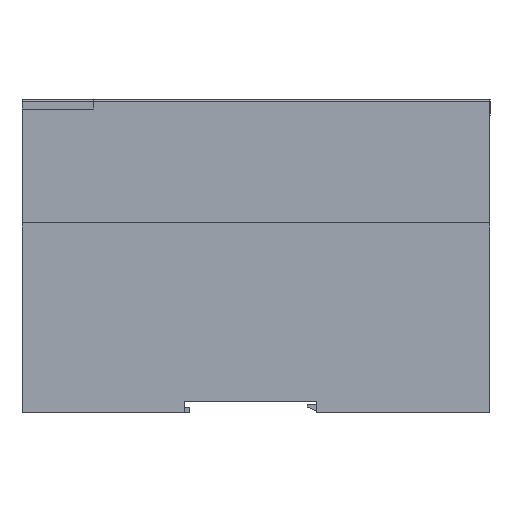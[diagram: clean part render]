
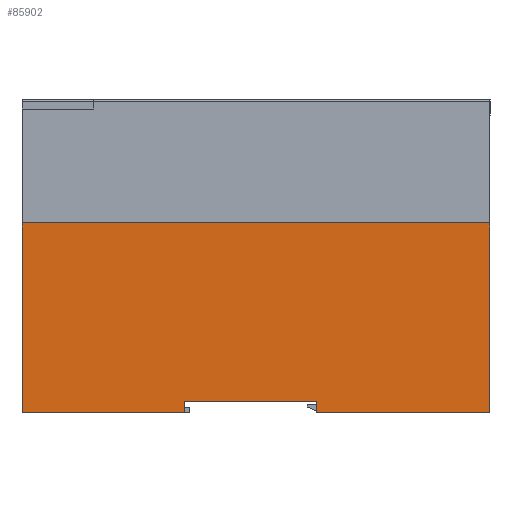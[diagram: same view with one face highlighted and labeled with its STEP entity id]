
A CAD part, left-side view. The second image highlights one B-rep face of the part: STEP entity #85902.
In plain terms, the highlighted planar face has unit normal (-1, 0, 0).
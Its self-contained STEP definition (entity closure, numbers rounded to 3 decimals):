
#6838 = ORIENTED_EDGE ( 'NONE', *, *, #329231, .F. ) ;
#20754 = VECTOR ( 'NONE', #303775, 1000. ) ;
#27302 = CARTESIAN_POINT ( 'NONE',  ( -41., 46., 3. ) ) ;
#31789 = DIRECTION ( 'NONE',  ( 0., -1., 0. ) ) ;
#32114 = DIRECTION ( 'NONE',  ( 0., 0., -1. ) ) ;
#43771 = DIRECTION ( 'NONE',  ( 0., -1., 0. ) ) ;
#43881 = CARTESIAN_POINT ( 'NONE',  ( -41., 81., 3. ) ) ;
#53276 = VECTOR ( 'NONE', #32114, 1000. ) ;
#68154 = ORIENTED_EDGE ( 'NONE', *, *, #347787, .T. ) ;
#68319 = VERTEX_POINT ( 'NONE', #172591 ) ;
#68433 = CARTESIAN_POINT ( 'NONE',  ( -41., 124., 50.3 ) ) ;
#74887 = VECTOR ( 'NONE', #234558, 1000. ) ;
#85902 = ADVANCED_FACE ( 'NONE', ( #152549 ), #205338, .F. ) ;
#88507 = EDGE_CURVE ( 'NONE', #306426, #68319, #125019, .T. ) ;
#91743 = LINE ( 'NONE', #236851, #74887 ) ;
#99333 = LINE ( 'NONE', #161501, #53276 ) ;
#100500 = CARTESIAN_POINT ( 'NONE',  ( -41., 0., 83. ) ) ;
#102899 = EDGE_CURVE ( 'NONE', #309891, #313464, #241194, .T. ) ;
#103529 = DIRECTION ( 'NONE',  ( 0., -1., 0. ) ) ;
#114071 = VERTEX_POINT ( 'NONE', #68433 ) ;
#117076 = ORIENTED_EDGE ( 'NONE', *, *, #149115, .F. ) ;
#125019 = LINE ( 'NONE', #160009, #272265 ) ;
#145349 = CARTESIAN_POINT ( 'NONE',  ( -41., 0., 50.3 ) ) ;
#149115 = EDGE_CURVE ( 'NONE', #114071, #309891, #294774, .T. ) ;
#152549 = FACE_OUTER_BOUND ( 'NONE', #229438, .T. ) ;
#152563 = VERTEX_POINT ( 'NONE', #174896 ) ;
#155935 = EDGE_CURVE ( 'NONE', #258084, #152563, #185300, .T. ) ;
#159312 = CARTESIAN_POINT ( 'NONE',  ( -41., 0., 0. ) ) ;
#160009 = CARTESIAN_POINT ( 'NONE',  ( -41., 0., 0. ) ) ;
#161197 = VECTOR ( 'NONE', #225600, 1000. ) ;
#161501 = CARTESIAN_POINT ( 'NONE',  ( -41., 124., 83. ) ) ;
#168435 = VECTOR ( 'NONE', #292753, 1000. ) ;
#172591 = CARTESIAN_POINT ( 'NONE',  ( -41., 81., 0. ) ) ;
#174896 = CARTESIAN_POINT ( 'NONE',  ( -41., 46., 0. ) ) ;
#175871 = VERTEX_POINT ( 'NONE', #43881 ) ;
#185300 = LINE ( 'NONE', #345712, #168435 ) ;
#193692 = LINE ( 'NONE', #206030, #281671 ) ;
#197738 = CARTESIAN_POINT ( 'NONE',  ( -41., 81., 3. ) ) ;
#200284 = ORIENTED_EDGE ( 'NONE', *, *, #313799, .T. ) ;
#205338 = PLANE ( 'NONE',  #256116 ) ;
#206030 = CARTESIAN_POINT ( 'NONE',  ( -41., 0., 0. ) ) ;
#225600 = DIRECTION ( 'NONE',  ( 0., 0., -1. ) ) ;
#229438 = EDGE_LOOP ( 'NONE', ( #117076, #68154, #331398, #6838, #315171, #323956, #200284, #264958 ) ) ;
#230461 = CARTESIAN_POINT ( 'NONE',  ( -41., 124., 0. ) ) ;
#232972 = EDGE_CURVE ( 'NONE', #258084, #175871, #91743, .T. ) ;
#234558 = DIRECTION ( 'NONE',  ( 0., 1., 0. ) ) ;
#236851 = CARTESIAN_POINT ( 'NONE',  ( -41., 81., 3. ) ) ;
#241194 = LINE ( 'NONE', #275010, #161197 ) ;
#256116 = AXIS2_PLACEMENT_3D ( 'NONE', #100500, #284160, #314791 ) ;
#258084 = VERTEX_POINT ( 'NONE', #27302 ) ;
#264958 = ORIENTED_EDGE ( 'NONE', *, *, #102899, .F. ) ;
#272265 = VECTOR ( 'NONE', #31789, 1000. ) ;
#275010 = CARTESIAN_POINT ( 'NONE',  ( -41., 0., 83. ) ) ;
#277762 = VECTOR ( 'NONE', #103529, 1000. ) ;
#281671 = VECTOR ( 'NONE', #43771, 1000. ) ;
#284160 = DIRECTION ( 'NONE',  ( 1., 0., 0. ) ) ;
#292753 = DIRECTION ( 'NONE',  ( 0., 0., -1. ) ) ;
#294774 = LINE ( 'NONE', #344865, #277762 ) ;
#303775 = DIRECTION ( 'NONE',  ( 0., 0., -1. ) ) ;
#306426 = VERTEX_POINT ( 'NONE', #230461 ) ;
#307162 = LINE ( 'NONE', #197738, #20754 ) ;
#309891 = VERTEX_POINT ( 'NONE', #145349 ) ;
#313464 = VERTEX_POINT ( 'NONE', #159312 ) ;
#313799 = EDGE_CURVE ( 'NONE', #152563, #313464, #193692, .T. ) ;
#314791 = DIRECTION ( 'NONE',  ( 0., 0., -1. ) ) ;
#315171 = ORIENTED_EDGE ( 'NONE', *, *, #232972, .F. ) ;
#323956 = ORIENTED_EDGE ( 'NONE', *, *, #155935, .T. ) ;
#329231 = EDGE_CURVE ( 'NONE', #175871, #68319, #307162, .T. ) ;
#331398 = ORIENTED_EDGE ( 'NONE', *, *, #88507, .T. ) ;
#344865 = CARTESIAN_POINT ( 'NONE',  ( -41., 0., 50.3 ) ) ;
#345712 = CARTESIAN_POINT ( 'NONE',  ( -41., 46., 3. ) ) ;
#347787 = EDGE_CURVE ( 'NONE', #114071, #306426, #99333, .T. ) ;
